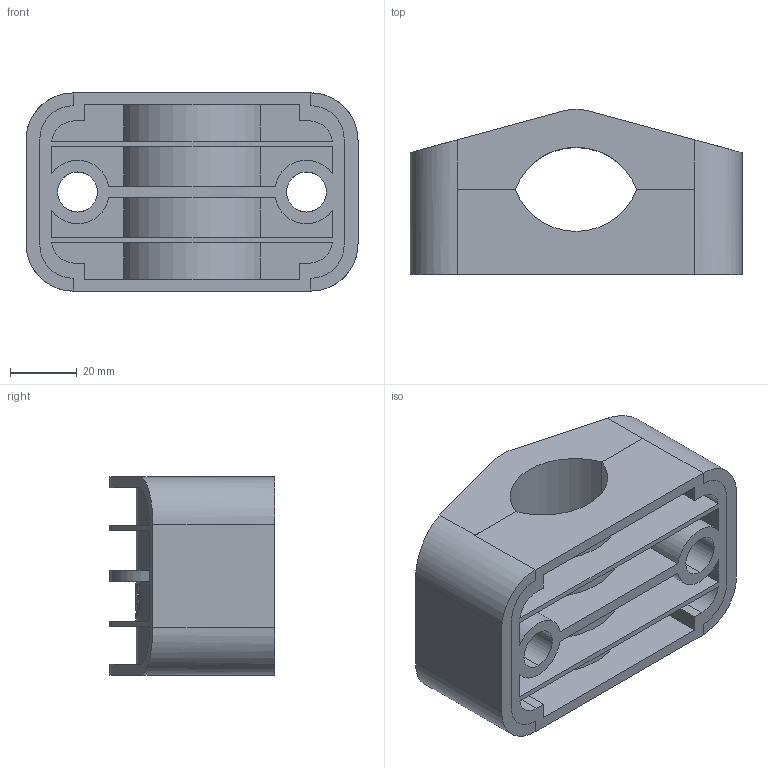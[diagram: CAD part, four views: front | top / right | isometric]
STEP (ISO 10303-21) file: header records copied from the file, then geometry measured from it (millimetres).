
FILE_DESCRIPTION((''),'2;1');
FILE_NAME('ASM0052_ASM','2021-03-12T',('marketing.praksa'),('Audax d.o.o.'),'CREO PARAMETRIC BY PTC INC, 2017480','CREO PARAMETRIC BY PTC INC, 2017480','');
FILE_SCHEMA(('AUTOMOTIVE_DESIGN { 1 0 10303 214 1 1 1 1 }'));
Length unit declared in the file: millimetre
Products named in the file (4): PRT0129; CH-120-TOP_BETA_V2; PRT0131; ASM0052_ASM
Assembly tree (3 placements, depth 2):
  ASM0052_ASM
    PRT0129
    CH-120-TOP_BETA_V2
    PRT0131
Bounding box: 99.5 x 49.49 x 59.4 mm (x, y, z)
Volume: 104705.4 mm3; surface area: 66864.2 mm2
Topology: 5 solids, 5 shells, 267 faces, 764 edges, 516 vertices
Faces by surface type: plane 143, cylinder 116, torus 8
Entity records: 13975 total; most frequent: CARTESIAN_POINT 2614, ORIENTED_EDGE 1528, DIRECTION 1310, PRESENTATION_STYLE_ASSIGNMENT 1036, STYLED_ITEM 1036, CURVE_STYLE 764, EDGE_CURVE 764, VERTEX_POINT 516
